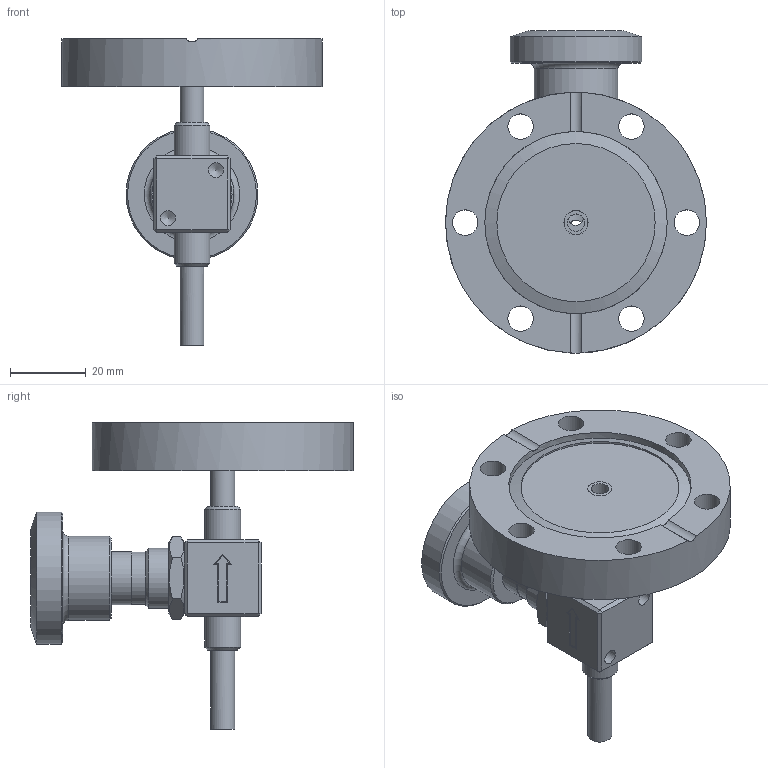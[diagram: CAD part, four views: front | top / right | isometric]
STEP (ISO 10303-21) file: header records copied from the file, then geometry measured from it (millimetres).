
FILE_DESCRIPTION(/* description */ (''),/* implementation_level */ '2;1');
FILE_NAME(/* name */ '9100106b.stp',/* time_stamp */ '2019-07-11T10:33:31-04:00',/* author */ ('Glen_C'),/* organization */ (''),/* preprocessor_version */ 'ST-DEVELOPER v16.13',/* originating_system */ 'Autodesk Inventor 2018',/* authorisation */ '');
FILE_SCHEMA (('AUTOMOTIVE_DESIGN { 1 0 10303 214 3 1 1 }'));
Length unit declared in the file: inch
Products named in the file (1): 9100106_S
Bounding box: 69.09 x 85.34 x 81.05 mm (x, y, z)
Volume: 63177.2 mm3; surface area: 23593.4 mm2
Topology: 2 solids, 2 shells, 130 faces, 306 edges, 191 vertices
Faces by surface type: plane 84, cylinder 33, cone 12, torus 1
Full cylindrical faces by diameter (mm): 3.937 x2, 3.962 x2, 4.572 x2, 6.35 x2, 6.401 x1, 6.553 x2, 6.731 x6, 9.525 x2, 10.922 x1, 11.176 x1, 12.903 x1, 13.843 x1, 14.122 x1, 15.875 x1, 22.225 x1, 25.908 x1, 34.925 x1, 41.91 x1, 48.311 x1, 69.088 x1
Entity records: 3665 total; most frequent: CARTESIAN_POINT 702, DIRECTION 575, ORIENTED_EDGE 486, EDGE_CURVE 243, AXIS2_PLACEMENT_3D 223, EDGE_LOOP 205, VERTEX_POINT 172, STYLED_ITEM 132
